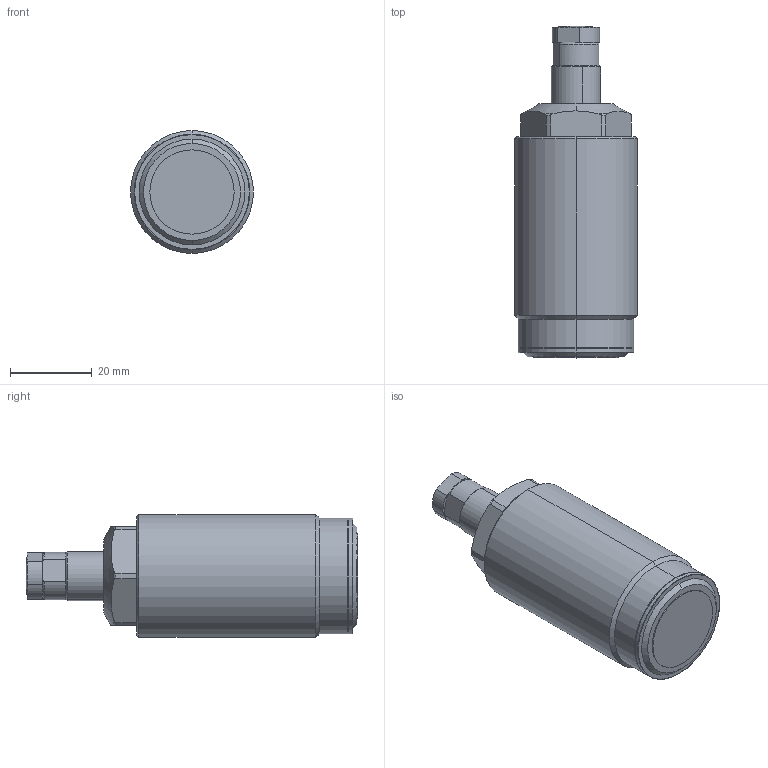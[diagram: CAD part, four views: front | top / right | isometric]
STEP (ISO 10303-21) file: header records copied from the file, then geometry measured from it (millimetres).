
FILE_DESCRIPTION (( 'STEP AP203' ), '1' );
FILE_NAME ('CSP-030-P组装图（上升状态）.STEP', '2019-01-03T04:00:18', ( '' ), ( '' ), 'SwSTEP 2.0', 'SolidWorks 2014', '' );
FILE_SCHEMA (( 'CONFIG_CONTROL_DESIGN' ));
Length unit declared in the file: millimetre
Products named in the file (4): CSP-030-P本体（上升）; CSP-030活塞杆; CSP-030埴芛蹟邡; CSP-030-P组装图（上升状态）
Assembly tree (3 placements, depth 2):
  CSP-030-P组装图（上升状态）
    CSP-030-P本体（上升）
    CSP-030活塞杆
    CSP-030埴芛蹟邡
Bounding box: 30 x 81 x 30 mm (x, y, z)
Volume: 42524.3 mm3; surface area: 9644.1 mm2
Topology: 3 solids, 3 shells, 100 faces, 221 edges, 135 vertices
Faces by surface type: cylinder 34, plane 25, torus 23, cone 16, sphere 2
Entity records: 3328 total; most frequent: CARTESIAN_POINT 650, DIRECTION 534, ORIENTED_EDGE 442, AXIS2_PLACEMENT_3D 231, EDGE_CURVE 221, VERTEX_POINT 135, CIRCLE 125, EDGE_LOOP 108
